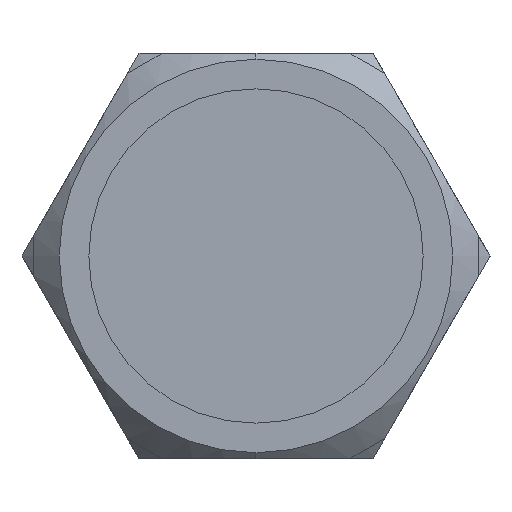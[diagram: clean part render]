
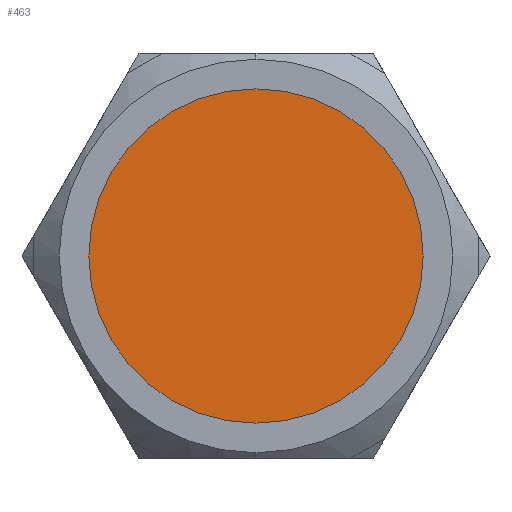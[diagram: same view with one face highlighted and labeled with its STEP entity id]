
A CAD part, left-side view. The second image highlights one B-rep face of the part: STEP entity #463.
In plain terms, the highlighted planar face has unit normal (-1, 0, 0).
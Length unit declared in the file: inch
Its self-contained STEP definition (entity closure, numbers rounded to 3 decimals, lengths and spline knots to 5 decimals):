
#56 = FACE_OUTER_BOUND ( 'NONE', #389, .T. ) ;
#278 = ORIENTED_EDGE ( 'NONE', *, *, #540, .T. ) ;
#322 = CARTESIAN_POINT ( 'NONE',  ( -0.2895, 0., 0. ) ) ;
#389 = EDGE_LOOP ( 'NONE', ( #2033, #278 ) ) ;
#417 = DIRECTION ( 'NONE',  ( 0., 0., 1. ) ) ;
#456 = AXIS2_PLACEMENT_3D ( 'NONE', #322, #1492, #801 ) ;
#463 = ADVANCED_FACE ( 'NONE', ( #56 ), #2238, .T. ) ;
#540 = EDGE_CURVE ( 'NONE', #2195, #1031, #795, .T. ) ;
#551 = CARTESIAN_POINT ( 'NONE',  ( -0.2895, 0., 0. ) ) ;
#571 = AXIS2_PLACEMENT_3D ( 'NONE', #1755, #1039, #417 ) ;
#795 = CIRCLE ( 'NONE', #571, 0.13 ) ;
#801 = DIRECTION ( 'NONE',  ( 0., 0., 1. ) ) ;
#864 = EDGE_CURVE ( 'NONE', #1031, #2195, #2072, .T. ) ;
#999 = AXIS2_PLACEMENT_3D ( 'NONE', #551, #2116, #1216 ) ;
#1031 = VERTEX_POINT ( 'NONE', #1741 ) ;
#1039 = DIRECTION ( 'NONE',  ( -1., 0., 0. ) ) ;
#1216 = DIRECTION ( 'NONE',  ( 0., 0., 1. ) ) ;
#1492 = DIRECTION ( 'NONE',  ( -1., 0., 0. ) ) ;
#1720 = CARTESIAN_POINT ( 'NONE',  ( -0.2895, 0., -0.13 ) ) ;
#1741 = CARTESIAN_POINT ( 'NONE',  ( -0.2895, 0., 0.13 ) ) ;
#1755 = CARTESIAN_POINT ( 'NONE',  ( -0.2895, 0., 0. ) ) ;
#2033 = ORIENTED_EDGE ( 'NONE', *, *, #864, .T. ) ;
#2072 = CIRCLE ( 'NONE', #999, 0.13 ) ;
#2116 = DIRECTION ( 'NONE',  ( -1., 0., 0. ) ) ;
#2195 = VERTEX_POINT ( 'NONE', #1720 ) ;
#2238 = PLANE ( 'NONE',  #456 ) ;
